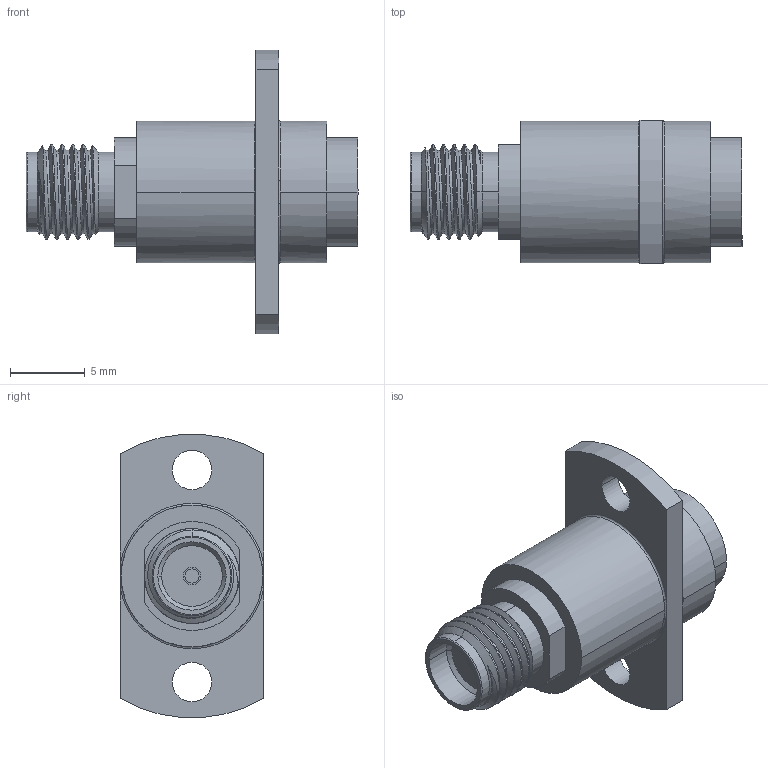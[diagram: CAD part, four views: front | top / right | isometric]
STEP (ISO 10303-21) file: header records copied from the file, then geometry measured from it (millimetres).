
FILE_DESCRIPTION (( 'STEP AP203' ), '1' );
FILE_NAME ('PE91399.step', '2018-05-18T14:49:51', ( '' ), ( '' ), 'SwSTEP 2.0', 'SolidWorks 2017', '' );
FILE_SCHEMA (( 'CONFIG_CONTROL_DESIGN' ));
Length unit declared in the file: inch
Products named in the file (1): PE91399
Bounding box: 22.22 x 9.6 x 18.94 mm (x, y, z)
Volume: 1169.9 mm3; surface area: 1439.7 mm2
Topology: 2 solids, 2 shells, 217 faces, 583 edges, 382 vertices
Faces by surface type: cylinder 88, plane 88, torus 20, cone 12, bspline 9
Entity records: 9165 total; most frequent: CARTESIAN_POINT 3872, ORIENTED_EDGE 1166, DIRECTION 1013, EDGE_CURVE 583, AXIS2_PLACEMENT_3D 415, VERTEX_POINT 382, EDGE_LOOP 235, ADVANCED_FACE 217
